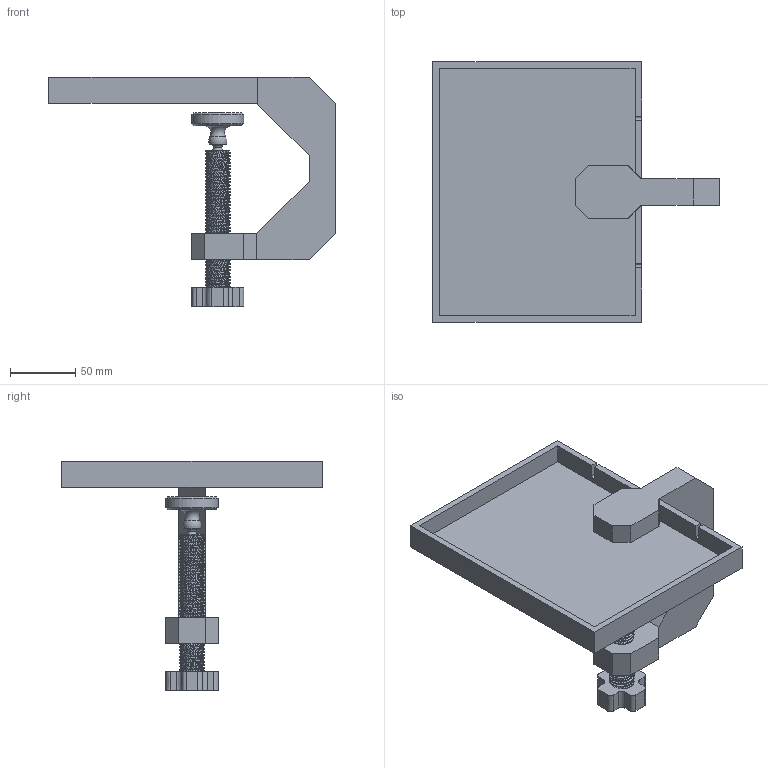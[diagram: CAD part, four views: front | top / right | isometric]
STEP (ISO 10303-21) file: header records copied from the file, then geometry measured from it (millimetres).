
FILE_DESCRIPTION(/* description */ (''),/* implementation_level */ '2;1');
FILE_NAME(/* name */ 'universal-opensource clamp (phone charger) v1.step',/* time_stamp */ '2024-07-03T15:32:17-04:00',/* author */ (''),/* organization */ (''),/* preprocessor_version */ 'ST-DEVELOPER v20',/* originating_system */ 'Autodesk Translation Framework v13.14.0.145',/* authorisation */ '');
FILE_SCHEMA (('AUTOMOTIVE_DESIGN { 1 0 10303 214 3 1 1 }'));
Length unit declared in the file: millimetre
Products named in the file (4): universal-opensource clamp (phone charger); Clamp; pad; screw
Assembly tree (3 placements, depth 3):
  universal-opensource clamp (phone charger)
    Clamp
      pad
      screw
Bounding box: 219.5 x 200 x 176.3 mm (x, y, z)
Volume: 434763.2 mm3; surface area: 135515.8 mm2
Topology: 4 solids, 5 shells, 163 faces, 447 edges, 295 vertices
Faces by surface type: plane 71, cylinder 66, bspline 17, torus 3, sphere 3, cone 3
Full cylindrical faces by diameter (mm): 6 x1, 16.938 x41, 17.519 x7, 20.122 x1, 20.293 x7, 40 x1
Entity records: 18158 total; most frequent: CARTESIAN_POINT 14300, ORIENTED_EDGE 890, DIRECTION 602, EDGE_CURVE 445, VERTEX_POINT 295, LINE 230, VECTOR 230, AXIS2_PLACEMENT_3D 186
